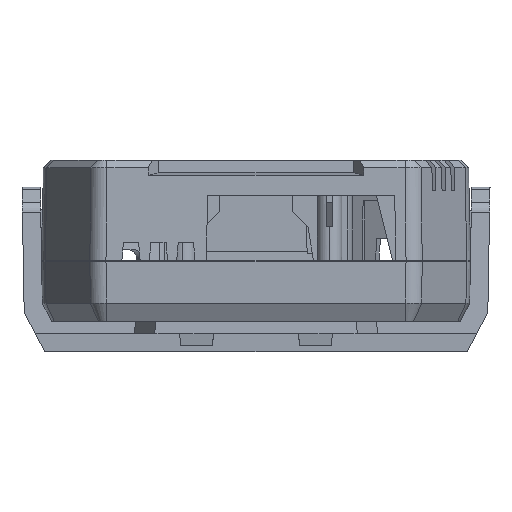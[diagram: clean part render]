
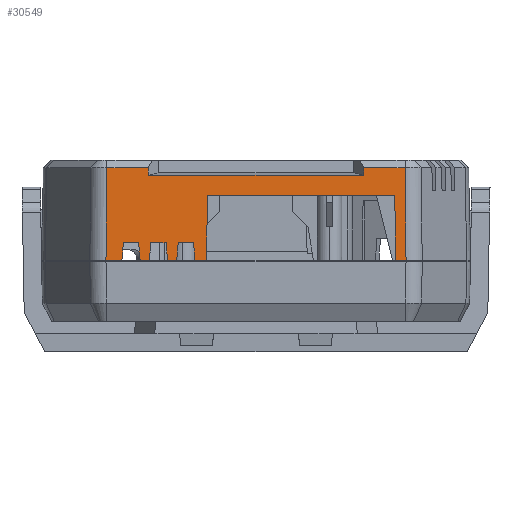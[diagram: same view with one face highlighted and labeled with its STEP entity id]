
A CAD part, front view. The second image highlights one B-rep face of the part: STEP entity #30549.
In plain terms, the highlighted planar face has unit normal (0, -1, 0.018).
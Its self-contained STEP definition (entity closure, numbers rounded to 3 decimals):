
#15479=CARTESIAN_POINT('',(24.603,-3.234,1.58));
#15593=CARTESIAN_POINT('',(-24.603,-3.234,1.58));
#15714=DIRECTION('',(-1.,0.,0.));
#15715=VECTOR('',#15714,6.778);
#15716=CARTESIAN_POINT('',(24.444,-2.968,
16.8));
#15717=LINE('',#15716,#15715);
#15721=DIRECTION('',(-0.01,0.017,1.));
#15722=VECTOR('',#15721,15.223);
#15723=CARTESIAN_POINT('',(24.603,-3.234,1.58));
#15724=LINE('',#15723,#15722);
#15728=DIRECTION('',(1.,0.,0.));
#15729=VECTOR('',#15728,1.667);
#15730=CARTESIAN_POINT('',(22.936,-3.234,1.58));
#15731=LINE('',#15730,#15729);
#15735=DIRECTION('',(-0.017,0.017,1.));
#15736=VECTOR('',#15735,10.643);
#15737=CARTESIAN_POINT('',(22.936,-3.234,1.58));
#15738=LINE('',#15737,#15736);
#15742=DIRECTION('',(-1.,0.,0.));
#15743=VECTOR('',#15742,30.7);
#15744=CARTESIAN_POINT('',(22.75,-3.048,12.22));
#15745=LINE('',#15744,#15743);
#15749=DIRECTION('',(0.017,0.017,1.));
#15750=VECTOR('',#15749,10.643);
#15751=CARTESIAN_POINT('',(-8.136,-3.234,1.58));
#15752=LINE('',#15751,#15750);
#15756=DIRECTION('',(1.,0.,0.));
#15757=VECTOR('',#15756,1.864);
#15758=CARTESIAN_POINT('',(-10.,-3.234,1.58));
#15759=LINE('',#15758,#15757);
#15763=DIRECTION('',(-0.087,0.017,0.996));
#15764=VECTOR('',#15763,2.912);
#15765=CARTESIAN_POINT('',(-10.,-3.234,1.58));
#15766=LINE('',#15765,#15764);
#15770=DIRECTION('',(-1.,0.,0.));
#15771=VECTOR('',#15770,2.493);
#15772=CARTESIAN_POINT('',(-10.254,-3.183,4.48));
#15773=LINE('',#15772,#15771);
#15777=DIRECTION('',(-0.087,-0.017,-0.996));
#15778=VECTOR('',#15777,2.912);
#15779=CARTESIAN_POINT('',(-12.746,-3.183,4.48));
#15780=LINE('',#15779,#15778);
#15784=DIRECTION('',(1.,0.,0.));
#15785=VECTOR('',#15784,1.5);
#15786=CARTESIAN_POINT('',(-14.5,-3.234,1.58));
#15787=LINE('',#15786,#15785);
#15791=DIRECTION('',(-0.087,0.017,0.996));
#15792=VECTOR('',#15791,2.912);
#15793=CARTESIAN_POINT('',(-14.5,-3.234,1.58));
#15794=LINE('',#15793,#15792);
#15798=DIRECTION('',(-1.,0.,0.));
#15799=VECTOR('',#15798,2.493);
#15800=CARTESIAN_POINT('',(-14.754,-3.183,4.48));
#15801=LINE('',#15800,#15799);
#15805=DIRECTION('',(-0.087,-0.017,-0.996));
#15806=VECTOR('',#15805,2.912);
#15807=CARTESIAN_POINT('',(-17.246,-3.183,4.48));
#15808=LINE('',#15807,#15806);
#15812=DIRECTION('',(1.,0.,0.));
#15813=VECTOR('',#15812,1.5);
#15814=CARTESIAN_POINT('',(-19.,-3.234,1.58));
#15815=LINE('',#15814,#15813);
#15819=DIRECTION('',(-0.087,0.017,0.996));
#15820=VECTOR('',#15819,2.912);
#15821=CARTESIAN_POINT('',(-19.,-3.234,1.58));
#15822=LINE('',#15821,#15820);
#15826=DIRECTION('',(-1.,0.,0.));
#15827=VECTOR('',#15826,2.493);
#15828=CARTESIAN_POINT('',(-19.254,-3.183,4.48));
#15829=LINE('',#15828,#15827);
#15833=DIRECTION('',(-0.087,-0.017,-0.996));
#15834=VECTOR('',#15833,2.912);
#15835=CARTESIAN_POINT('',(-21.746,-3.183,4.48));
#15836=LINE('',#15835,#15834);
#15840=DIRECTION('',(1.,0.,0.));
#15841=VECTOR('',#15840,2.603);
#15842=CARTESIAN_POINT('',(-24.603,-3.234,1.58));
#15843=LINE('',#15842,#15841);
#15847=DIRECTION('',(-0.01,-0.017,-1.));
#15848=VECTOR('',#15847,15.223);
#15849=CARTESIAN_POINT('',(-24.444,-2.968,
16.8));
#15850=LINE('',#15849,#15848);
#15854=DIRECTION('',(-1.,0.,0.));
#15855=VECTOR('',#15854,6.778);
#15856=CARTESIAN_POINT('',(-17.665,-2.968,
16.8));
#15857=LINE('',#15856,#15855);
#15861=DIRECTION('',(0.03,-0.017,-0.999));
#15862=VECTOR('',#15861,1.301);
#15863=CARTESIAN_POINT('',(-17.665,-2.968,
16.8));
#15864=LINE('',#15863,#15862);
#15868=DIRECTION('',(1.,0.,0.));
#15869=VECTOR('',#15868,35.252);
#15870=CARTESIAN_POINT('',(-17.626,-2.991,15.5));
#15871=LINE('',#15870,#15869);
#15875=DIRECTION('',(-0.03,-0.017,-0.999));
#15876=VECTOR('',#15875,1.301);
#15877=CARTESIAN_POINT('',(17.665,-2.968,
16.8));
#15878=LINE('',#15877,#15876);
#15931=CARTESIAN_POINT('',(-24.444,-2.968,
16.8));
#24938=CARTESIAN_POINT('',(-10.254,-3.183,4.48));
#24939=CARTESIAN_POINT('',(-12.746,-3.183,4.48));
#24940=VERTEX_POINT('',#24938);
#24941=VERTEX_POINT('',#24939);
#24942=CARTESIAN_POINT('',(-14.754,-3.183,4.48));
#24943=CARTESIAN_POINT('',(-17.246,-3.183,4.48));
#24944=VERTEX_POINT('',#24942);
#24945=VERTEX_POINT('',#24943);
#24946=CARTESIAN_POINT('',(-19.254,-3.183,4.48));
#24947=CARTESIAN_POINT('',(-21.746,-3.183,4.48));
#24948=VERTEX_POINT('',#24946);
#24949=VERTEX_POINT('',#24947);
#24950=CARTESIAN_POINT('',(-10.,-3.234,1.58));
#24951=VERTEX_POINT('',#24950);
#24952=CARTESIAN_POINT('',(-13.,-3.234,1.58));
#24953=VERTEX_POINT('',#24952);
#24954=CARTESIAN_POINT('',(-14.5,-3.234,1.58));
#24955=VERTEX_POINT('',#24954);
#24956=CARTESIAN_POINT('',(-17.5,-3.234,1.58));
#24957=VERTEX_POINT('',#24956);
#24958=CARTESIAN_POINT('',(-19.,-3.234,1.58));
#24959=VERTEX_POINT('',#24958);
#24960=CARTESIAN_POINT('',(-22.,-3.234,1.58));
#24961=VERTEX_POINT('',#24960);
#25100=CARTESIAN_POINT('',(-17.626,-2.991,15.5));
#25101=CARTESIAN_POINT('',(17.626,-2.991,15.5));
#25102=VERTEX_POINT('',#25100);
#25103=VERTEX_POINT('',#25101);
#25612=VERTEX_POINT('',#15593);
#25615=VERTEX_POINT('',#15479);
#25734=CARTESIAN_POINT('',(17.665,-2.968,
16.8));
#25736=VERTEX_POINT('',#25734);
#25740=CARTESIAN_POINT('',(24.444,-2.968,
16.8));
#25741=VERTEX_POINT('',#25740);
#25762=VERTEX_POINT('',#15931);
#25765=CARTESIAN_POINT('',(-17.665,-2.968,
16.8));
#25767=VERTEX_POINT('',#25765);
#27079=CARTESIAN_POINT('',(22.936,-3.234,1.58));
#27080=CARTESIAN_POINT('',(22.75,-3.048,12.22));
#27081=VERTEX_POINT('',#27079);
#27082=VERTEX_POINT('',#27080);
#27087=CARTESIAN_POINT('',(-8.136,-3.234,1.58));
#27088=CARTESIAN_POINT('',(-7.95,-3.048,12.22));
#27089=VERTEX_POINT('',#27087);
#27090=VERTEX_POINT('',#27088);
#30504=CARTESIAN_POINT('',(-29.705,-3.234,1.58));
#30505=DIRECTION('',(0.,-1.,0.017));
#30506=DIRECTION('',(-1.,0.,0.));
#30507=AXIS2_PLACEMENT_3D('',#30504,#30505,#30506);
#30508=PLANE('',#30507);
#30510=ORIENTED_EDGE('',*,*,#30509,.F.);
#30512=ORIENTED_EDGE('',*,*,#30511,.F.);
#30513=ORIENTED_EDGE('',*,*,#30335,.F.);
#30515=ORIENTED_EDGE('',*,*,#30514,.T.);
#30517=ORIENTED_EDGE('',*,*,#30516,.T.);
#30519=ORIENTED_EDGE('',*,*,#30518,.F.);
#30520=ORIENTED_EDGE('',*,*,#30426,.F.);
#30522=ORIENTED_EDGE('',*,*,#30521,.T.);
#30523=ORIENTED_EDGE('',*,*,#30484,.T.);
#30525=ORIENTED_EDGE('',*,*,#30524,.T.);
#30526=ORIENTED_EDGE('',*,*,#30215,.F.);
#30527=ORIENTED_EDGE('',*,*,#30441,.T.);
#30528=ORIENTED_EDGE('',*,*,#30470,.T.);
#30530=ORIENTED_EDGE('',*,*,#30529,.T.);
#30531=ORIENTED_EDGE('',*,*,#30230,.F.);
#30533=ORIENTED_EDGE('',*,*,#30532,.T.);
#30534=ORIENTED_EDGE('',*,*,#30455,.T.);
#30535=ORIENTED_EDGE('',*,*,#30498,.T.);
#30536=ORIENTED_EDGE('',*,*,#30409,.F.);
#30538=ORIENTED_EDGE('',*,*,#30537,.F.);
#30540=ORIENTED_EDGE('',*,*,#30539,.F.);
#30542=ORIENTED_EDGE('',*,*,#30541,.T.);
#30544=ORIENTED_EDGE('',*,*,#30543,.T.);
#30546=ORIENTED_EDGE('',*,*,#30545,.F.);
#30547=EDGE_LOOP('',(#30510,#30512,#30513,#30515,#30517,#30519,#30520,#30522,
#30523,#30525,#30526,#30527,#30528,#30530,#30531,#30533,#30534,#30535,#30536,
#30538,#30540,#30542,#30544,#30546));
#30548=FACE_OUTER_BOUND('',#30547,.F.);
#30215=EDGE_CURVE('',#24955,#24953,#15787,.T.);
#30230=EDGE_CURVE('',#24959,#24957,#15815,.T.);
#30335=EDGE_CURVE('',#27081,#25615,#15731,.T.);
#30409=EDGE_CURVE('',#25612,#24961,#15843,.T.);
#30426=EDGE_CURVE('',#24951,#27089,#15759,.T.);
#30441=EDGE_CURVE('',#24955,#24944,#15794,.T.);
#30455=EDGE_CURVE('',#24948,#24949,#15829,.T.);
#30470=EDGE_CURVE('',#24944,#24945,#15801,.T.);
#30484=EDGE_CURVE('',#24940,#24941,#15773,.T.);
#30498=EDGE_CURVE('',#24949,#24961,#15836,.T.);
#30509=EDGE_CURVE('',#25741,#25736,#15717,.T.);
#30511=EDGE_CURVE('',#25615,#25741,#15724,.T.);
#30514=EDGE_CURVE('',#27081,#27082,#15738,.T.);
#30516=EDGE_CURVE('',#27082,#27090,#15745,.T.);
#30518=EDGE_CURVE('',#27089,#27090,#15752,.T.);
#30521=EDGE_CURVE('',#24951,#24940,#15766,.T.);
#30524=EDGE_CURVE('',#24941,#24953,#15780,.T.);
#30529=EDGE_CURVE('',#24945,#24957,#15808,.T.);
#30532=EDGE_CURVE('',#24959,#24948,#15822,.T.);
#30537=EDGE_CURVE('',#25762,#25612,#15850,.T.);
#30539=EDGE_CURVE('',#25767,#25762,#15857,.T.);
#30541=EDGE_CURVE('',#25767,#25102,#15864,.T.);
#30543=EDGE_CURVE('',#25102,#25103,#15871,.T.);
#30545=EDGE_CURVE('',#25736,#25103,#15878,.T.);
#30549=ADVANCED_FACE('',(#30548),#30508,.T.);
